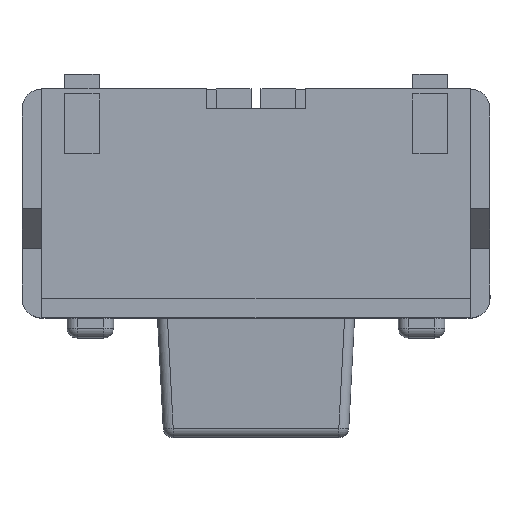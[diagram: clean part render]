
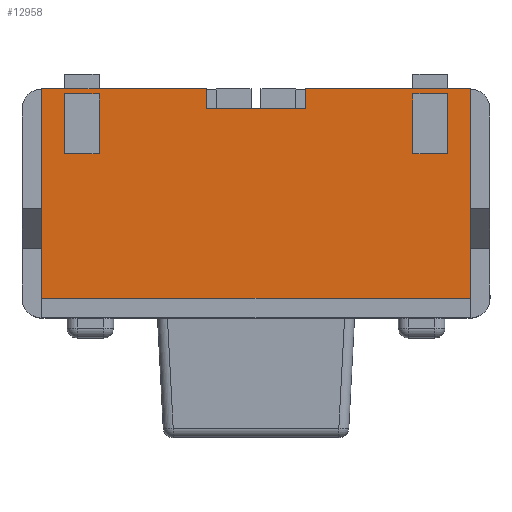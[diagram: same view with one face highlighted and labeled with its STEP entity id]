
A CAD part, top view. The second image highlights one B-rep face of the part: STEP entity #12958.
In plain terms, the highlighted planar face has unit normal (0, 0, 1).
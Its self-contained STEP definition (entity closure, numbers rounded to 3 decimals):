
#342 = VERTEX_POINT ( 'NONE', #8607 ) ;
#353 = CARTESIAN_POINT ( 'NONE',  ( 1.575, 1.025, 1.8 ) ) ;
#396 = VERTEX_POINT ( 'NONE', #4128 ) ;
#429 = EDGE_CURVE ( 'NONE', #342, #6047, #1317, .T. ) ;
#476 = VERTEX_POINT ( 'NONE', #11831 ) ;
#507 = ORIENTED_EDGE ( 'NONE', *, *, #7068, .F. ) ;
#611 = EDGE_CURVE ( 'NONE', #3687, #7807, #16263, .T. ) ;
#634 = LINE ( 'NONE', #2008, #17897 ) ;
#719 = LINE ( 'NONE', #353, #1092 ) ;
#733 = CARTESIAN_POINT ( 'NONE',  ( 1.925, 1.625, 1.8 ) ) ;
#983 = CARTESIAN_POINT ( 'NONE',  ( 0.5, 1.475, 1.8 ) ) ;
#1027 = CARTESIAN_POINT ( 'NONE',  ( 1.925, 1.625, 1.8 ) ) ;
#1092 = VECTOR ( 'NONE', #17245, 1000. ) ;
#1317 = LINE ( 'NONE', #9808, #4343 ) ;
#1574 = DIRECTION ( 'NONE',  ( 0., -1., 0. ) ) ;
#1810 = EDGE_CURVE ( 'NONE', #16401, #13116, #11905, .T. ) ;
#1832 = LINE ( 'NONE', #17142, #8969 ) ;
#1833 = DIRECTION ( 'NONE',  ( 0., 1., 0. ) ) ;
#1840 = CARTESIAN_POINT ( 'NONE',  ( 2.15, 1.675, 1.8 ) ) ;
#1943 = ORIENTED_EDGE ( 'NONE', *, *, #4226, .T. ) ;
#1969 = EDGE_LOOP ( 'NONE', ( #9819, #1943, #2947, #17380 ) ) ;
#2008 = CARTESIAN_POINT ( 'NONE',  ( -1.575, 1.025, 1.8 ) ) ;
#2089 = LINE ( 'NONE', #13174, #10794 ) ;
#2596 = EDGE_LOOP ( 'NONE', ( #6044, #507, #3956, #17011, #15732, #13495, #12813, #13439 ) ) ;
#2810 = DIRECTION ( 'NONE',  ( 1., 0., 0. ) ) ;
#2947 = ORIENTED_EDGE ( 'NONE', *, *, #4135, .T. ) ;
#3189 = DIRECTION ( 'NONE',  ( 1., 0., 0. ) ) ;
#3416 = CARTESIAN_POINT ( 'NONE',  ( -2.15, 1.675, 1.8 ) ) ;
#3486 = ORIENTED_EDGE ( 'NONE', *, *, #6972, .T. ) ;
#3687 = VERTEX_POINT ( 'NONE', #11735 ) ;
#3956 = ORIENTED_EDGE ( 'NONE', *, *, #11392, .F. ) ;
#4128 = CARTESIAN_POINT ( 'NONE',  ( 0.5, 1.675, 1.8 ) ) ;
#4135 = EDGE_CURVE ( 'NONE', #5965, #9338, #11301, .T. ) ;
#4143 = AXIS2_PLACEMENT_3D ( 'NONE', #4316, #11281, #12378 ) ;
#4226 = EDGE_CURVE ( 'NONE', #7807, #5965, #11842, .T. ) ;
#4316 = CARTESIAN_POINT ( 'NONE',  ( 0., 0.525, 1.8 ) ) ;
#4343 = VECTOR ( 'NONE', #8516, 1000. ) ;
#4577 = VECTOR ( 'NONE', #16873, 1000. ) ;
#4655 = VERTEX_POINT ( 'NONE', #5680 ) ;
#4802 = LINE ( 'NONE', #3416, #13928 ) ;
#4812 = EDGE_CURVE ( 'NONE', #15353, #476, #14380, .T. ) ;
#4966 = CARTESIAN_POINT ( 'NONE',  ( -2.15, -0.425, 1.8 ) ) ;
#4996 = VECTOR ( 'NONE', #7624, 1000. ) ;
#5071 = DIRECTION ( 'NONE',  ( 1., 0., 0. ) ) ;
#5084 = CARTESIAN_POINT ( 'NONE',  ( -1.925, 1.025, 1.8 ) ) ;
#5616 = FACE_BOUND ( 'NONE', #1969, .T. ) ;
#5680 = CARTESIAN_POINT ( 'NONE',  ( -1.575, 1.625, 1.8 ) ) ;
#5812 = CARTESIAN_POINT ( 'NONE',  ( 1.925, 1.025, 1.8 ) ) ;
#5965 = VERTEX_POINT ( 'NONE', #11314 ) ;
#6044 = ORIENTED_EDGE ( 'NONE', *, *, #12545, .T. ) ;
#6047 = VERTEX_POINT ( 'NONE', #13786 ) ;
#6186 = CARTESIAN_POINT ( 'NONE',  ( 1.925, 1.025, 1.8 ) ) ;
#6443 = VERTEX_POINT ( 'NONE', #14805 ) ;
#6518 = DIRECTION ( 'NONE',  ( 1., 0., 0. ) ) ;
#6553 = CARTESIAN_POINT ( 'NONE',  ( -1.575, 1.025, 1.8 ) ) ;
#6581 = DIRECTION ( 'NONE',  ( 0., 1., 0. ) ) ;
#6642 = CARTESIAN_POINT ( 'NONE',  ( 1.575, 1.025, 1.8 ) ) ;
#6671 = LINE ( 'NONE', #983, #12544 ) ;
#6778 = CARTESIAN_POINT ( 'NONE',  ( -2.15, 1.675, 1.8 ) ) ;
#6972 = EDGE_CURVE ( 'NONE', #18074, #15353, #2089, .T. ) ;
#7068 = EDGE_CURVE ( 'NONE', #6443, #396, #6671, .T. ) ;
#7330 = LINE ( 'NONE', #12902, #11704 ) ;
#7624 = DIRECTION ( 'NONE',  ( -1., 0., 0. ) ) ;
#7807 = VERTEX_POINT ( 'NONE', #733 ) ;
#7849 = DIRECTION ( 'NONE',  ( -1., 0., 0. ) ) ;
#8290 = VECTOR ( 'NONE', #5071, 1000. ) ;
#8399 = EDGE_LOOP ( 'NONE', ( #12083, #13141, #3486, #12006 ) ) ;
#8516 = DIRECTION ( 'NONE',  ( 0., 1., 0. ) ) ;
#8607 = CARTESIAN_POINT ( 'NONE',  ( -0.5, 1.475, 1.8 ) ) ;
#8969 = VECTOR ( 'NONE', #3189, 1000. ) ;
#8995 = DIRECTION ( 'NONE',  ( 0., -1., 0. ) ) ;
#9061 = CARTESIAN_POINT ( 'NONE',  ( -2.15, -0.425, 1.8 ) ) ;
#9087 = DIRECTION ( 'NONE',  ( 0., -1., 0. ) ) ;
#9338 = VERTEX_POINT ( 'NONE', #6642 ) ;
#9418 = VERTEX_POINT ( 'NONE', #14035 ) ;
#9628 = FACE_OUTER_BOUND ( 'NONE', #2596, .T. ) ;
#9640 = EDGE_CURVE ( 'NONE', #13116, #9418, #9885, .T. ) ;
#9808 = CARTESIAN_POINT ( 'NONE',  ( -0.5, 1.475, 1.8 ) ) ;
#9819 = ORIENTED_EDGE ( 'NONE', *, *, #611, .T. ) ;
#9885 = LINE ( 'NONE', #1840, #4577 ) ;
#9909 = PLANE ( 'NONE',  #4143 ) ;
#10071 = VECTOR ( 'NONE', #9087, 1000. ) ;
#10168 = VECTOR ( 'NONE', #6518, 1000. ) ;
#10225 = DIRECTION ( 'NONE',  ( -1., 0., 0. ) ) ;
#10794 = VECTOR ( 'NONE', #7849, 1000. ) ;
#11281 = DIRECTION ( 'NONE',  ( 0., 0., -1. ) ) ;
#11301 = LINE ( 'NONE', #5812, #13596 ) ;
#11314 = CARTESIAN_POINT ( 'NONE',  ( 1.925, 1.025, 1.8 ) ) ;
#11392 = EDGE_CURVE ( 'NONE', #342, #6443, #7330, .T. ) ;
#11657 = CARTESIAN_POINT ( 'NONE',  ( 2.15, -0.425, 1.8 ) ) ;
#11704 = VECTOR ( 'NONE', #2810, 1000. ) ;
#11735 = CARTESIAN_POINT ( 'NONE',  ( 1.575, 1.625, 1.8 ) ) ;
#11831 = CARTESIAN_POINT ( 'NONE',  ( -1.925, 1.625, 1.8 ) ) ;
#11842 = LINE ( 'NONE', #6186, #10071 ) ;
#11905 = LINE ( 'NONE', #4966, #10168 ) ;
#12006 = ORIENTED_EDGE ( 'NONE', *, *, #4812, .T. ) ;
#12083 = ORIENTED_EDGE ( 'NONE', *, *, #15678, .T. ) ;
#12096 = EDGE_CURVE ( 'NONE', #4655, #18074, #634, .T. ) ;
#12378 = DIRECTION ( 'NONE',  ( 1., 0., 0. ) ) ;
#12544 = VECTOR ( 'NONE', #6581, 1000. ) ;
#12545 = EDGE_CURVE ( 'NONE', #9418, #396, #14734, .T. ) ;
#12813 = ORIENTED_EDGE ( 'NONE', *, *, #1810, .T. ) ;
#12902 = CARTESIAN_POINT ( 'NONE',  ( 0.5, 1.475, 1.8 ) ) ;
#12958 = ADVANCED_FACE ( 'NONE', ( #14036, #5616, #9628 ), #9909, .F. ) ;
#13116 = VERTEX_POINT ( 'NONE', #11657 ) ;
#13141 = ORIENTED_EDGE ( 'NONE', *, *, #12096, .T. ) ;
#13174 = CARTESIAN_POINT ( 'NONE',  ( -1.925, 1.025, 1.8 ) ) ;
#13439 = ORIENTED_EDGE ( 'NONE', *, *, #9640, .T. ) ;
#13495 = ORIENTED_EDGE ( 'NONE', *, *, #14437, .T. ) ;
#13596 = VECTOR ( 'NONE', #17090, 1000. ) ;
#13786 = CARTESIAN_POINT ( 'NONE',  ( -0.5, 1.675, 1.8 ) ) ;
#13928 = VECTOR ( 'NONE', #8995, 1000. ) ;
#14035 = CARTESIAN_POINT ( 'NONE',  ( 2.15, 1.675, 1.8 ) ) ;
#14036 = FACE_BOUND ( 'NONE', #8399, .T. ) ;
#14380 = LINE ( 'NONE', #17336, #17411 ) ;
#14437 = EDGE_CURVE ( 'NONE', #17358, #16401, #4802, .T. ) ;
#14551 = CARTESIAN_POINT ( 'NONE',  ( -2.15, 1.675, 1.8 ) ) ;
#14734 = LINE ( 'NONE', #14551, #16741 ) ;
#14805 = CARTESIAN_POINT ( 'NONE',  ( 0.5, 1.475, 1.8 ) ) ;
#15353 = VERTEX_POINT ( 'NONE', #5084 ) ;
#15678 = EDGE_CURVE ( 'NONE', #476, #4655, #1832, .T. ) ;
#15681 = EDGE_CURVE ( 'NONE', #9338, #3687, #719, .T. ) ;
#15702 = LINE ( 'NONE', #17353, #4996 ) ;
#15732 = ORIENTED_EDGE ( 'NONE', *, *, #17151, .T. ) ;
#16263 = LINE ( 'NONE', #1027, #8290 ) ;
#16401 = VERTEX_POINT ( 'NONE', #9061 ) ;
#16741 = VECTOR ( 'NONE', #10225, 1000. ) ;
#16873 = DIRECTION ( 'NONE',  ( 0., 1., 0. ) ) ;
#17011 = ORIENTED_EDGE ( 'NONE', *, *, #429, .T. ) ;
#17090 = DIRECTION ( 'NONE',  ( -1., 0., 0. ) ) ;
#17142 = CARTESIAN_POINT ( 'NONE',  ( -1.925, 1.625, 1.8 ) ) ;
#17151 = EDGE_CURVE ( 'NONE', #6047, #17358, #15702, .T. ) ;
#17245 = DIRECTION ( 'NONE',  ( 0., 1., 0. ) ) ;
#17336 = CARTESIAN_POINT ( 'NONE',  ( -1.925, 1.025, 1.8 ) ) ;
#17353 = CARTESIAN_POINT ( 'NONE',  ( -2.15, 1.675, 1.8 ) ) ;
#17358 = VERTEX_POINT ( 'NONE', #6778 ) ;
#17380 = ORIENTED_EDGE ( 'NONE', *, *, #15681, .T. ) ;
#17411 = VECTOR ( 'NONE', #1833, 1000. ) ;
#17897 = VECTOR ( 'NONE', #1574, 1000. ) ;
#18074 = VERTEX_POINT ( 'NONE', #6553 ) ;
